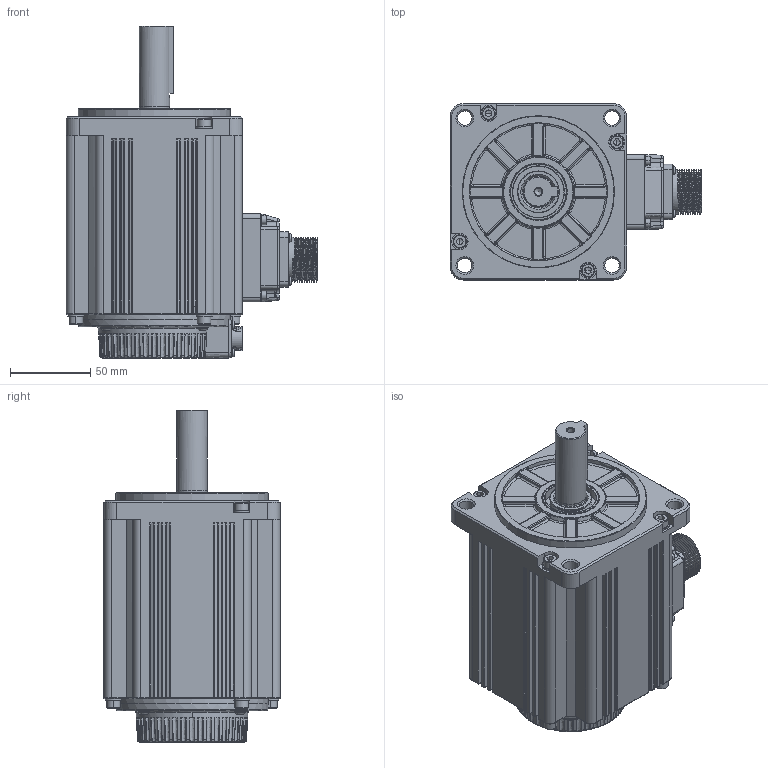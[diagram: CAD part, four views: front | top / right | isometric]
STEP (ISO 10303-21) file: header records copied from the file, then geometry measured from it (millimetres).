
FILE_DESCRIPTION( ('This file contains a STEP AP42 implementation' ,'as created by ZW3D STEP Interface translator.') ,'2;1' );
FILE_NAME( 'X2MA180E-N.stp' ,'22 520.1041 2', (''), ('ZWCAD Software Co.'), 'Version 1.0', 'ZW3D to STEP translator', '' );
FILE_SCHEMA(('AUTOMOTIVE_DESIGN { 1 0 10303 214 1 1 1 1 }'));
Length unit declared in the file: millimetre
Products named in the file (1): 0
Bounding box: 156.94 x 110 x 207.15 mm (x, y, z)
Volume: 1562319.6 mm3; surface area: 119541.8 mm2
Topology: 1 solids, 1 shells, 1952 faces, 5072 edges, 3090 vertices
Faces by surface type: bspline 792, plane 631, cylinder 398, cone 87, sphere 44
Full cylindrical faces by diameter (mm): 0.8 x4, 1 x10, 2.4 x4, 2.5 x36, 3 x37, 4.5 x1, 5.5 x1, 6.7 x4, 7 x4, 9 x4, 10 x8, 11.8 x1, 15.2 x1, 18.8 x1, 19 x2, 19.8 x1, 24 x1, 24.5 x9, 26 x1, 28 x10, 32 x1, 35 x1, 86 x1, 95 x2
Entity records: 93265 total; most frequent: CARTESIAN_POINT 49112, ORIENTED_EDGE 9906, DIRECTION 7435, EDGE_CURVE 4953, VERTEX_POINT 3090, AXIS2_PLACEMENT_3D 2722, EDGE_LOOP 2063, VECTOR 1991
